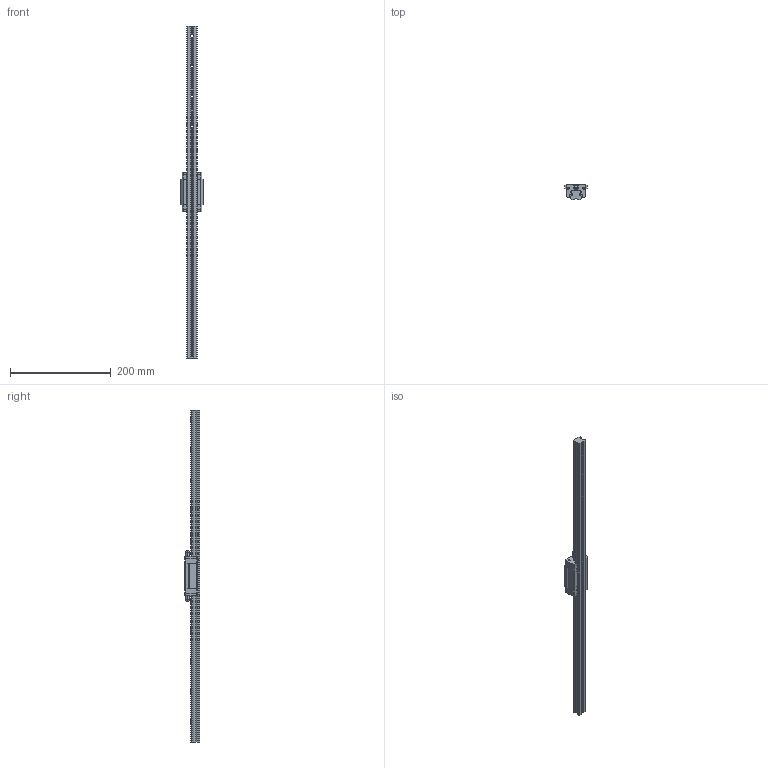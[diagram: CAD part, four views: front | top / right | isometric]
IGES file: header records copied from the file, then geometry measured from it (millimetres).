
Start section: SolidWorks IGES file using analytic representation for surfaces
Global section: file name: H20.IGS; native system: SolidWorks 2019; preprocessor: SolidWorks 2019; author: Desenvolvimento1; date: 200701.114353; units: millimetre
Bounding box: 44 x 30 x 660 mm (x, y, z)
Surface area: 78425 mm2 (no closed solid volume)
Topology: 0 solids, 0 shells, 309 faces, 5212 edges, 5210 vertices
Faces by surface type: bspline 165, revolution 144
